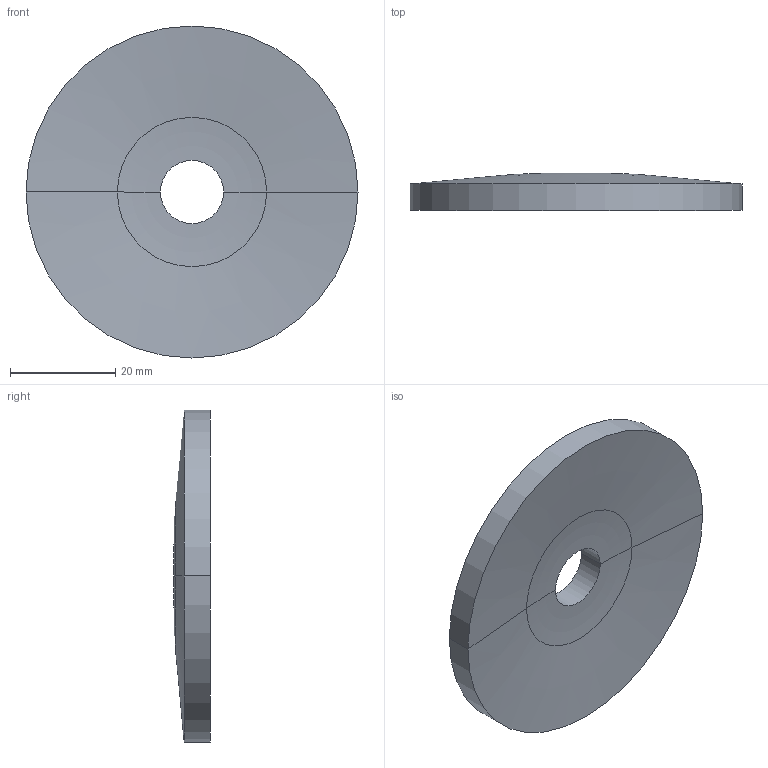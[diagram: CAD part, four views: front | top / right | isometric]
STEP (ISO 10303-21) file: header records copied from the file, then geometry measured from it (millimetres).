
FILE_DESCRIPTION (( 'STEP AP214' ), '1' );
FILE_NAME ('rondelle lame .STEP', '2023-06-19T22:00:43', ( '' ), ( '' ), 'SwSTEP 2.0', 'SolidWorks 2018', '' );
FILE_SCHEMA (( 'AUTOMOTIVE_DESIGN' ));
Length unit declared in the file: millimetre
Products named in the file (1): rondelle lame 
Bounding box: 63 x 7 x 63 mm (x, y, z)
Volume: 15020.7 mm3; surface area: 7209.7 mm2
Topology: 1 solids, 1 shells, 12 faces, 24 edges, 12 vertices
Faces by surface type: torus 4, cylinder 4, cone 4
Entity records: 346 total; most frequent: DIRECTION 66, CARTESIAN_POINT 49, ORIENTED_EDGE 48, AXIS2_PLACEMENT_3D 29, EDGE_CURVE 24, CIRCLE 16, VERTEX_POINT 12, ADVANCED_FACE 12
